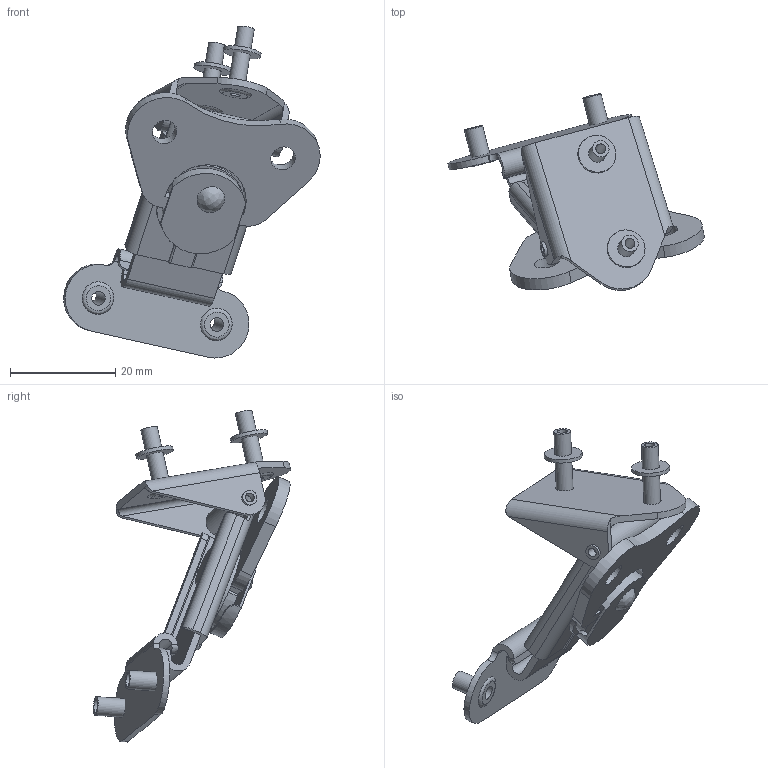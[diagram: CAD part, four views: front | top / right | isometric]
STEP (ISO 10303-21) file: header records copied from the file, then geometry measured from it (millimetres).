
FILE_DESCRIPTION (( 'STEP AP214' ), '1' );
FILE_NAME ('TLL150KIT.STEP', '2019-07-09T22:20:07', ( '' ), ( '' ), 'SwSTEP 2.0', 'SolidWorks 2018', '' );
FILE_SCHEMA (( 'AUTOMOTIVE_DESIGN' ));
Length unit declared in the file: inch
Products named in the file (1): TLL150KIT
Bounding box: 48.67 x 37.46 x 63.03 mm (x, y, z)
Volume: 6056.8 mm3; surface area: 10778.1 mm2
Topology: 16 solids, 16 shells, 225 faces, 535 edges, 354 vertices
Faces by surface type: plane 112, cylinder 100, bspline 12, cone 1
Full cylindrical faces by diameter (mm): 1.702 x1, 1.905 x2, 2.21 x1, 2.489 x2, 2.64 x2, 2.794 x1, 3.175 x3, 3.3 x2, 3.302 x2, 3.378 x2, 3.429 x1, 3.556 x3, 4.572 x1, 4.75 x2, 4.8 x1, 4.851 x2, 5.41 x1, 6.35 x1, 7.188 x2, 7.264 x1, 13.335 x1, 13.589 x1, 15.494 x1, 16.764 x1
Entity records: 7401 total; most frequent: CARTESIAN_POINT 2077, DIRECTION 1056, ORIENTED_EDGE 962, EDGE_CURVE 481, AXIS2_PLACEMENT_3D 405, VERTEX_POINT 347, EDGE_LOOP 324, FACE_OUTER_BOUND 271
